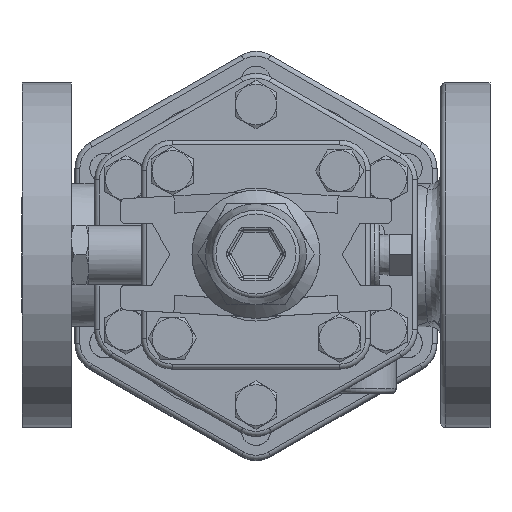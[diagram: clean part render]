
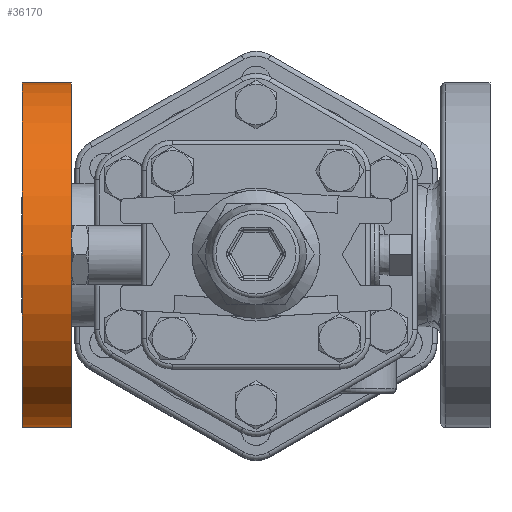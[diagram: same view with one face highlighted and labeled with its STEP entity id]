
A CAD part, top view. The second image highlights one B-rep face of the part: STEP entity #36170.
In plain terms, the highlighted cylindrical face has radius 70 mm (diameter 140 mm), a full revolution.
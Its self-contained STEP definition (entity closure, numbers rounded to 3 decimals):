
#36124=CARTESIAN_POINT('',(-75.0,0.,38.));
#36125=VERTEX_POINT('',#36124);
#36126=CARTESIAN_POINT('',(-75.0,0.0,108.));
#36127=DIRECTION('',(1.0,0.0,0.0));
#36128=DIRECTION('',(0.0,0.0,1.0));
#36129=AXIS2_PLACEMENT_3D('',#36126,#36127,#36128);
#36130=CIRCLE('',#36129,70.0);
#36131=EDGE_CURVE('',#36125,#36125,#36130,.T.);
#36151=CARTESIAN_POINT('',(-95.0,0.0,108.));
#36152=DIRECTION('',(-1.0,0.0,0.0));
#36153=DIRECTION('',(0.0,0.0,1.0));
#36154=AXIS2_PLACEMENT_3D('',#36151,#36152,#36153);
#36155=CYLINDRICAL_SURFACE('',#36154,70.0);
#36156=ORIENTED_EDGE('',*,*,#36131,.F.);
#36157=EDGE_LOOP('',(#36156));
#36158=FACE_OUTER_BOUND('',#36157,.T.);
#36159=CARTESIAN_POINT('',(-95.0,0.,38.));
#36160=VERTEX_POINT('',#36159);
#36161=CARTESIAN_POINT('',(-95.0,0.0,108.));
#36162=DIRECTION('',(-1.0,0.0,0.0));
#36163=DIRECTION('',(0.0,0.0,1.0));
#36164=AXIS2_PLACEMENT_3D('',#36161,#36162,#36163);
#36165=CIRCLE('',#36164,70.0);
#36166=EDGE_CURVE('',#36160,#36160,#36165,.T.);
#36167=ORIENTED_EDGE('',*,*,#36166,.F.);
#36168=EDGE_LOOP('',(#36167));
#36169=FACE_BOUND('',#36168,.T.);
#36170=ADVANCED_FACE('',(#36158,#36169),#36155,.T.);
